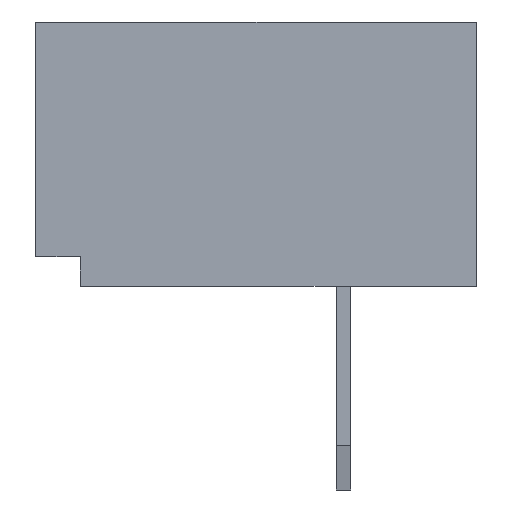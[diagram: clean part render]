
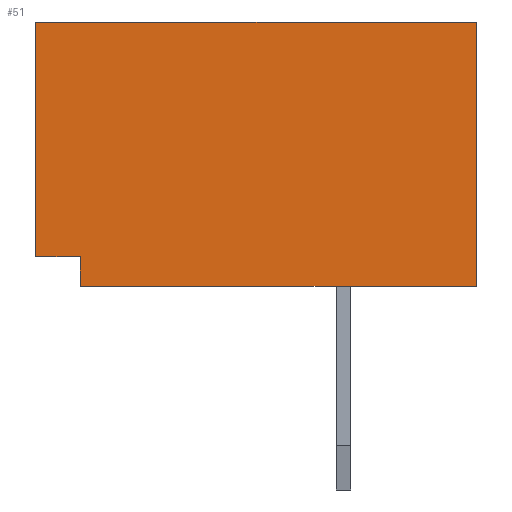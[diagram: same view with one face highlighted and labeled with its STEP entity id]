
A CAD part, left-side view. The second image highlights one B-rep face of the part: STEP entity #51.
In plain terms, the highlighted planar face has unit normal (-1, 0, 0).
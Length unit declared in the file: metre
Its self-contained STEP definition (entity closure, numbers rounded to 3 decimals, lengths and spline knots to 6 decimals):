
#51 = ADVANCED_FACE( '', ( #247 ), #248, .F. );
#247 = FACE_OUTER_BOUND( '', #659, .T. );
#248 = PLANE( '', #660 );
#659 = EDGE_LOOP( '', ( #1108, #1109, #1110, #1111, #1112, #1113 ) );
#660 = AXIS2_PLACEMENT_3D( '', #1114, #1115, #1116 );
#1108 = ORIENTED_EDGE( '', *, *, #2719, .F. );
#1109 = ORIENTED_EDGE( '', *, *, #2720, .F. );
#1110 = ORIENTED_EDGE( '', *, *, #2721, .F. );
#1111 = ORIENTED_EDGE( '', *, *, #2722, .F. );
#1112 = ORIENTED_EDGE( '', *, *, #2723, .F. );
#1113 = ORIENTED_EDGE( '', *, *, #2724, .F. );
#1114 = CARTESIAN_POINT( '', ( -0.008001, 0., 0. ) );
#1115 = DIRECTION( '', ( 1., 0., 0. ) );
#1116 = DIRECTION( '', ( 0., 1., 0. ) );
#2719 = EDGE_CURVE( '', #3275, #3276, #3277, .T. );
#2720 = EDGE_CURVE( '', #3278, #3275, #3279, .T. );
#2721 = EDGE_CURVE( '', #3280, #3278, #3281, .T. );
#2722 = EDGE_CURVE( '', #3282, #3280, #3283, .T. );
#2723 = EDGE_CURVE( '', #3284, #3282, #3285, .T. );
#2724 = EDGE_CURVE( '', #3276, #3284, #3286, .T. );
#3275 = VERTEX_POINT( '', #4185 );
#3276 = VERTEX_POINT( '', #4186 );
#3277 = LINE( '', #4187, #4188 );
#3278 = VERTEX_POINT( '', #4189 );
#3279 = LINE( '', #4190, #4191 );
#3280 = VERTEX_POINT( '', #4192 );
#3281 = LINE( '', #4193, #4194 );
#3282 = VERTEX_POINT( '', #4195 );
#3283 = LINE( '', #4196, #4197 );
#3284 = VERTEX_POINT( '', #4198 );
#3285 = LINE( '', #4199, #4200 );
#3286 = LINE( '', #4201, #4202 );
#4185 = CARTESIAN_POINT( '', ( -0.008001, 0.003747, -0.001994 ) );
#4186 = CARTESIAN_POINT( '', ( -0.008001, 0.003747, 0.001994 ) );
#4187 = CARTESIAN_POINT( '', ( -0.008001, 0.003747, -0.001994 ) );
#4188 = VECTOR( '', #5551, 1. );
#4189 = CARTESIAN_POINT( '', ( -0.008001, 0.002985, -0.001994 ) );
#4190 = CARTESIAN_POINT( '', ( -0.008001, 0.002985, -0.001994 ) );
#4191 = VECTOR( '', #5552, 1. );
#4192 = CARTESIAN_POINT( '', ( -0.008001, 0.002985, -0.002502 ) );
#4193 = CARTESIAN_POINT( '', ( -0.008001, 0.002985, -0.002502 ) );
#4194 = VECTOR( '', #5553, 1. );
#4195 = CARTESIAN_POINT( '', ( -0.008001, -0.003747, -0.002502 ) );
#4196 = CARTESIAN_POINT( '', ( -0.008001, -0.003747, -0.002502 ) );
#4197 = VECTOR( '', #5554, 1. );
#4198 = CARTESIAN_POINT( '', ( -0.008001, -0.003747, 0.001994 ) );
#4199 = CARTESIAN_POINT( '', ( -0.008001, -0.003747, 0.001994 ) );
#4200 = VECTOR( '', #5555, 1. );
#4201 = CARTESIAN_POINT( '', ( -0.008001, 0.003747, 0.001994 ) );
#4202 = VECTOR( '', #5556, 1. );
#5551 = DIRECTION( '', ( 0., 0., 1. ) );
#5552 = DIRECTION( '', ( 0., 1., 0. ) );
#5553 = DIRECTION( '', ( 0., 0., 1. ) );
#5554 = DIRECTION( '', ( 0., 1., 0. ) );
#5555 = DIRECTION( '', ( 0., 0., -1. ) );
#5556 = DIRECTION( '', ( 0., -1., 0. ) );
